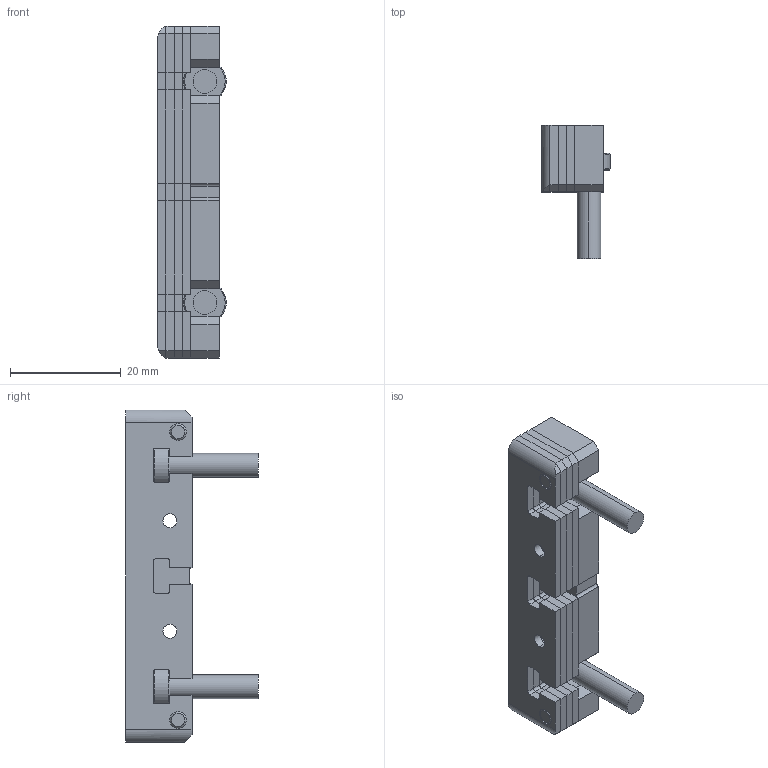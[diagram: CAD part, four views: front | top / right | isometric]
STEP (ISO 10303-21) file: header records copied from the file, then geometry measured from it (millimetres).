
FILE_DESCRIPTION (( 'STEP AP203' ), '1' );
FILE_NAME ('af0b.STEP', '2023-01-11T09:03:06', ( '' ), ( '' ), 'SwSTEP 2.0', 'SolidWorks 2019', '' );
FILE_SCHEMA (( 'CONFIG_CONTROL_DESIGN' ));
Length unit declared in the file: millimetre
Products named in the file (6): Pin_60 018733b7c3a7d877f992aedaefacf5f0; af0b; Lamellar_Gas_Vent_ISGL60 018733b7c3a7d877f992aedaefacf5f0; Bolt_60 018733b7c3a7d877f992aedaefacf5f0; Lamela_60_R 018733b7c3a7d877f992aedaefacf5f0; Lamela_60 018733b7c3a7d877f992aedaefacf5f0
Assembly tree (8 placements, depth 2):
  af0b
    Lamellar_Gas_Vent_ISGL60 018733b7c3a7d877f992aedaefacf5f0
    Lamela_60 018733b7c3a7d877f992aedaefacf5f0  x2
    Lamela_60_R 018733b7c3a7d877f992aedaefacf5f0
    Bolt_60 018733b7c3a7d877f992aedaefacf5f0  x2
    Pin_60 018733b7c3a7d877f992aedaefacf5f0  x2
Bounding box: 12.37 x 24 x 60 mm (x, y, z)
Volume: 7494.2 mm3; surface area: 9491.6 mm2
Topology: 9 solids, 9 shells, 288 faces, 788 edges, 520 vertices
Faces by surface type: plane 162, cylinder 110, cone 16
Entity records: 7760 total; most frequent: CARTESIAN_POINT 1238, DIRECTION 1234, ORIENTED_EDGE 1208, EDGE_CURVE 604, LINE 426, VECTOR 426, AXIS2_PLACEMENT_3D 404, VERTEX_POINT 400
